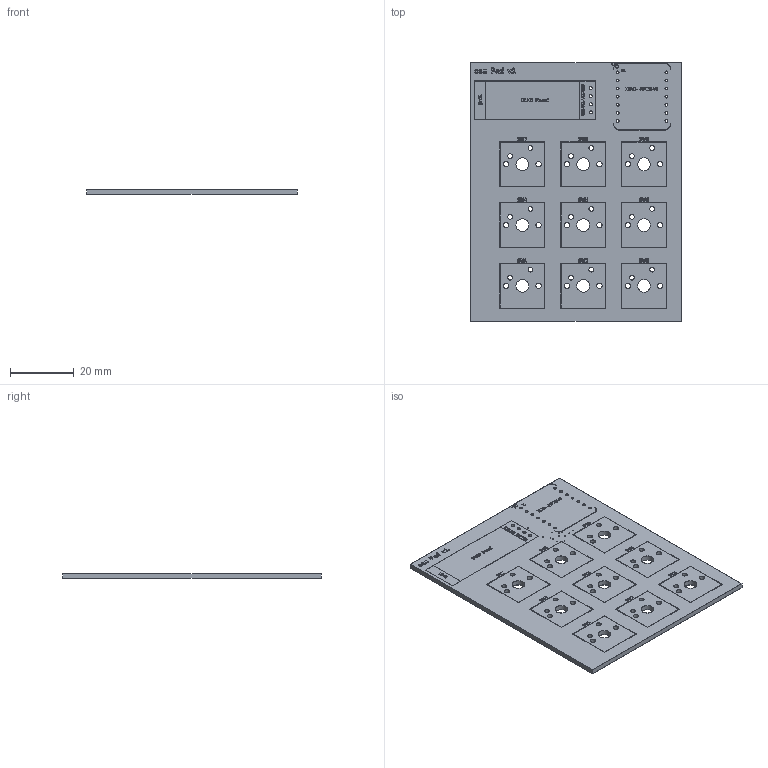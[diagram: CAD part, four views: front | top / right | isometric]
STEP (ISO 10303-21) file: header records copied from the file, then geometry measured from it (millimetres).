
FILE_DESCRIPTION(('KiCad electronic assembly'),'2;1');
FILE_NAME('osuPad.step','2025-06-18T21:18:26',('Pcbnew'),('Kicad'), 'Open CASCADE STEP processor 7.8','KiCad to STEP converter','Unknown' );
FILE_SCHEMA(('AUTOMOTIVE_DESIGN { 1 0 10303 214 1 1 1 1 }'));
Length unit declared in the file: millimetre
Products named in the file (4): osuPad 1; osuPad_silkscreen; osuPad_soldermask; osuPad_PCB
Assembly tree (3 placements, depth 2):
  osuPad 1
    osuPad_silkscreen
    osuPad_soldermask
    osuPad_PCB
Bounding box: 66 x 81 x 1.64 mm (x, y, z)
Volume: 7772.7 mm3; surface area: 21685.2 mm2
Topology: 1 solids, 90 shells, 171 faces, 2071 edges, 1991 vertices
Faces by surface type: plane 95, cylinder 76
Full cylindrical faces by diameter (mm): 0.3 x13, 0.889 x14, 1 x4, 1.5 x18, 1.7 x18, 4 x9
Entity records: 20398 total; most frequent: CARTESIAN_POINT 4237, DIRECTION 3109, ORIENTED_EDGE 2311, EDGE_CURVE 2071, VERTEX_POINT 1991, LINE 1383, VECTOR 1383, AXIS2_PLACEMENT_3D 863
